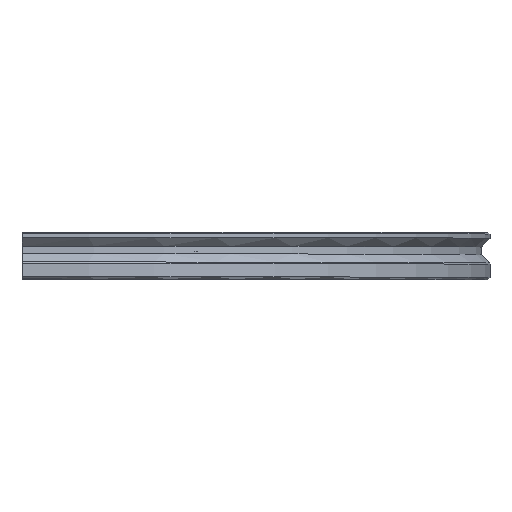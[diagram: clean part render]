
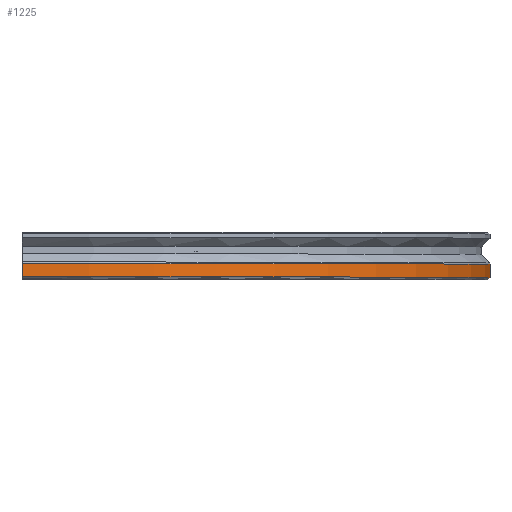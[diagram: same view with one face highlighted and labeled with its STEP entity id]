
A CAD part, top view. The second image highlights one B-rep face of the part: STEP entity #1225.
In plain terms, the highlighted cylindrical face has radius 210 mm (diameter 420 mm), a partial arc.
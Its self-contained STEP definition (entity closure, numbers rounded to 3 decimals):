
#18 = CARTESIAN_POINT ( 'NONE',  ( 10., 6.936, 0. ) ) ;
#64 = DIRECTION ( 'NONE',  ( 0., 1., 0. ) ) ;
#153 = LINE ( 'NONE', #1000, #1648 ) ;
#185 = EDGE_CURVE ( 'NONE', #1494, #708, #1094, .T. ) ;
#212 = VERTEX_POINT ( 'NONE', #1321 ) ;
#228 = ORIENTED_EDGE ( 'NONE', *, *, #1561, .F. ) ;
#272 = DIRECTION ( 'NONE',  ( 0., 1., 0. ) ) ;
#277 = AXIS2_PLACEMENT_3D ( 'NONE', #1295, #1756, #450 ) ;
#433 = CIRCLE ( 'NONE', #1213, 210. ) ;
#446 = DIRECTION ( 'NONE',  ( 0., 0., 1. ) ) ;
#450 = DIRECTION ( 'NONE',  ( 0., 0., 1. ) ) ;
#487 = VERTEX_POINT ( 'NONE', #497 ) ;
#497 = CARTESIAN_POINT ( 'NONE',  ( 10., 1., 0. ) ) ;
#516 = ORIENTED_EDGE ( 'NONE', *, *, #577, .T. ) ;
#524 = CARTESIAN_POINT ( 'NONE',  ( -200., 6.936, 210. ) ) ;
#539 = LINE ( 'NONE', #1419, #655 ) ;
#577 = EDGE_CURVE ( 'NONE', #487, #708, #153, .T. ) ;
#602 = CYLINDRICAL_SURFACE ( 'NONE', #1384, 210. ) ;
#655 = VECTOR ( 'NONE', #272, 1000. ) ;
#708 = VERTEX_POINT ( 'NONE', #18 ) ;
#1000 = CARTESIAN_POINT ( 'NONE',  ( 10., 1., 0. ) ) ;
#1094 = CIRCLE ( 'NONE', #277, 210. ) ;
#1112 = EDGE_LOOP ( 'NONE', ( #1133, #228, #1282, #516 ) ) ;
#1133 = ORIENTED_EDGE ( 'NONE', *, *, #185, .F. ) ;
#1148 = DIRECTION ( 'NONE',  ( 0., 1., 0. ) ) ;
#1213 = AXIS2_PLACEMENT_3D ( 'NONE', #1356, #64, #1224 ) ;
#1224 = DIRECTION ( 'NONE',  ( 0., 0., 1. ) ) ;
#1225 = ADVANCED_FACE ( 'NONE', ( #1310 ), #602, .T. ) ;
#1282 = ORIENTED_EDGE ( 'NONE', *, *, #1774, .T. ) ;
#1295 = CARTESIAN_POINT ( 'NONE',  ( -200., 6.936, 0. ) ) ;
#1310 = FACE_OUTER_BOUND ( 'NONE', #1112, .T. ) ;
#1321 = CARTESIAN_POINT ( 'NONE',  ( -200., 1., 210. ) ) ;
#1356 = CARTESIAN_POINT ( 'NONE',  ( -200., 1., 0. ) ) ;
#1384 = AXIS2_PLACEMENT_3D ( 'NONE', #1773, #1148, #446 ) ;
#1419 = CARTESIAN_POINT ( 'NONE',  ( -200., 1., 210. ) ) ;
#1494 = VERTEX_POINT ( 'NONE', #524 ) ;
#1561 = EDGE_CURVE ( 'NONE', #212, #1494, #539, .T. ) ;
#1648 = VECTOR ( 'NONE', #1846, 1000. ) ;
#1756 = DIRECTION ( 'NONE',  ( 0., 1., 0. ) ) ;
#1773 = CARTESIAN_POINT ( 'NONE',  ( -200., 0., 0. ) ) ;
#1774 = EDGE_CURVE ( 'NONE', #212, #487, #433, .T. ) ;
#1846 = DIRECTION ( 'NONE',  ( 0., 1., 0. ) ) ;
